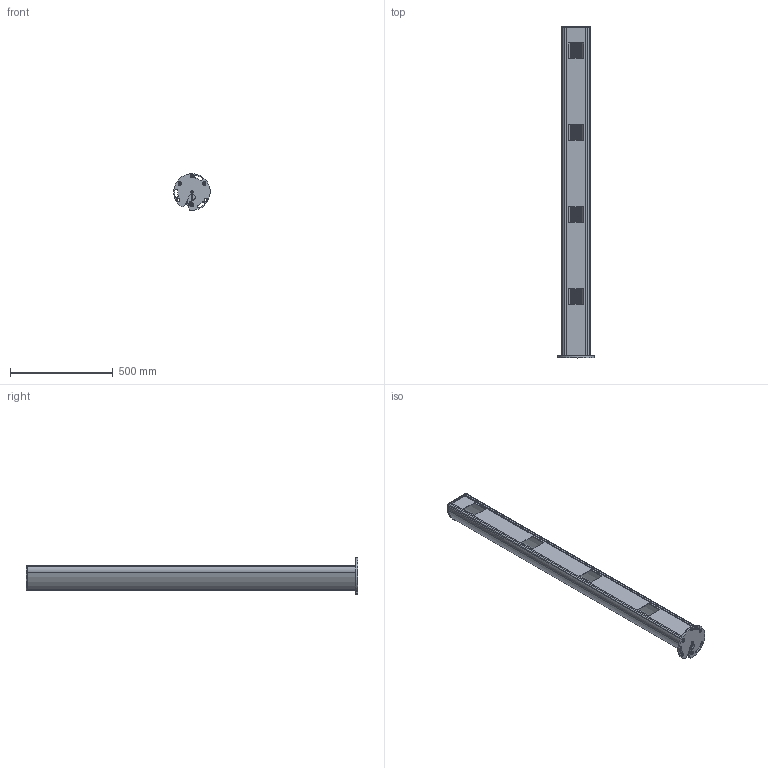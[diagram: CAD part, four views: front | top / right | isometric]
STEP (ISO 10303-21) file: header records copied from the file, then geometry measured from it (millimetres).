
FILE_DESCRIPTION((''),'2;1');
FILE_NAME('211878_ASM','2019-05-06T08:46:49',('pdmadmin'),('BANNER ENGINEERING'),'CREO PARAMETRIC BY PTC INC, 2018300','CREO PARAMETRIC BY PTC INC, 2018300','');
FILE_SCHEMA(('CONFIG_CONTROL_DESIGN'));
Length unit declared in the file: inch
Products named in the file (6): 209832; 69313; 209833; 69314; M4X14PPHMS; 211878_ASM
Assembly tree (8 placements, depth 2):
  211878_ASM
    209832
    69313
    209833
    69314
    M4X14PPHMS  x4
Bounding box: 177.44 x 1617.73 x 177.35 mm (x, y, z)
Volume: 3384921.9 mm3; surface area: 1705082 mm2
Topology: 8 solids, 12 shells, 486 faces, 1305 edges, 853 vertices
Faces by surface type: cylinder 227, plane 207, torus 24, bspline 15, sphere 8, cone 5
Entity records: 15706 total; most frequent: CARTESIAN_POINT 4901, DIRECTION 2270, ORIENTED_EDGE 2236, EDGE_CURVE 1119, AXIS2_PLACEMENT_3D 831, VERTEX_POINT 733, VECTOR 608, LINE 608
